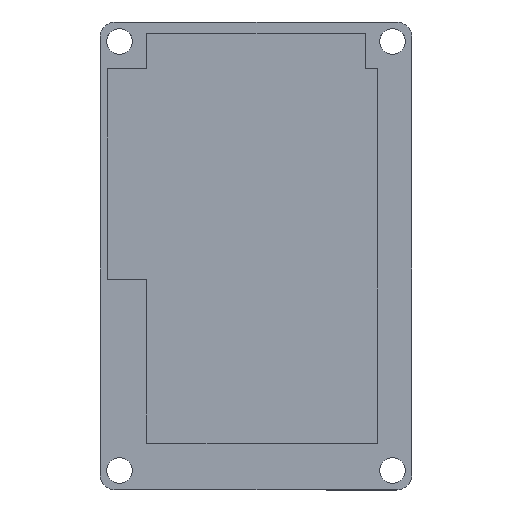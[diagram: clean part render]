
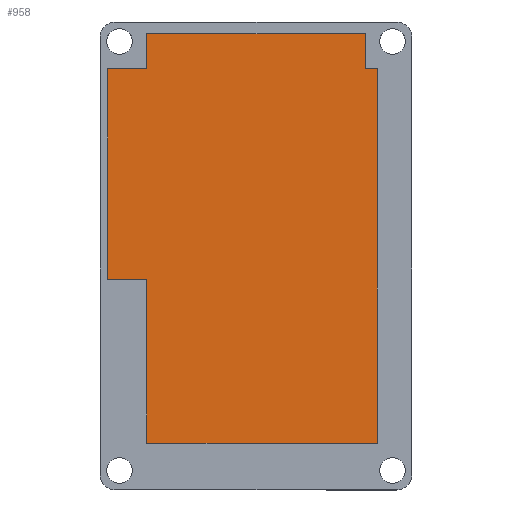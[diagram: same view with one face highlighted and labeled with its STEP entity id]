
A CAD part, top view. The second image highlights one B-rep face of the part: STEP entity #958.
In plain terms, the highlighted planar face has unit normal (0, 0, 1).
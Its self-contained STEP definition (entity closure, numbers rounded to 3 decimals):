
#4 = VECTOR ( 'NONE', #582, 1000. ) ;
#20 = ORIENTED_EDGE ( 'NONE', *, *, #473, .T. ) ;
#22 = CARTESIAN_POINT ( 'NONE',  ( 0., -33., -2. ) ) ;
#58 = VERTEX_POINT ( 'NONE', #561 ) ;
#73 = CARTESIAN_POINT ( 'NONE',  ( 2., -2., -2. ) ) ;
#80 = EDGE_CURVE ( 'NONE', #58, #864, #416, .T. ) ;
#81 = DIRECTION ( 'NONE',  ( -1., 0., 0. ) ) ;
#100 = LINE ( 'NONE', #22, #354 ) ;
#105 = CARTESIAN_POINT ( 'NONE',  ( 33.987, -6.013, -2. ) ) ;
#106 = ORIENTED_EDGE ( 'NONE', *, *, #874, .T. ) ;
#121 = EDGE_CURVE ( 'NONE', #689, #320, #793, .T. ) ;
#129 = CARTESIAN_POINT ( 'NONE',  ( 0., -6.013, -2. ) ) ;
#158 = ORIENTED_EDGE ( 'NONE', *, *, #669, .F. ) ;
#160 = CARTESIAN_POINT ( 'NONE',  ( 1.013, 0., -2. ) ) ;
#183 = VERTEX_POINT ( 'NONE', #751 ) ;
#186 = LINE ( 'NONE', #933, #509 ) ;
#189 = VECTOR ( 'NONE', #466, 1000. ) ;
#190 = VERTEX_POINT ( 'NONE', #523 ) ;
#213 = VERTEX_POINT ( 'NONE', #315 ) ;
#245 = ORIENTED_EDGE ( 'NONE', *, *, #442, .T. ) ;
#257 = CARTESIAN_POINT ( 'NONE',  ( 1.013, -33., -2. ) ) ;
#262 = EDGE_CURVE ( 'NONE', #320, #591, #764, .T. ) ;
#293 = EDGE_CURVE ( 'NONE', #213, #190, #700, .T. ) ;
#302 = PLANE ( 'NONE',  #375 ) ;
#303 = EDGE_CURVE ( 'NONE', #366, #947, #100, .T. ) ;
#315 = CARTESIAN_POINT ( 'NONE',  ( 6.013, -1.513, -2. ) ) ;
#317 = CARTESIAN_POINT ( 'NONE',  ( 6.013, -33., -2. ) ) ;
#320 = VERTEX_POINT ( 'NONE', #548 ) ;
#334 = DIRECTION ( 'NONE',  ( 0., -1., 0. ) ) ;
#354 = VECTOR ( 'NONE', #450, 1000. ) ;
#362 = EDGE_CURVE ( 'NONE', #183, #591, #454, .T. ) ;
#366 = VERTEX_POINT ( 'NONE', #257 ) ;
#371 = ORIENTED_EDGE ( 'NONE', *, *, #293, .F. ) ;
#375 = AXIS2_PLACEMENT_3D ( 'NONE', #73, #679, #81 ) ;
#386 = CARTESIAN_POINT ( 'NONE',  ( 0., -1.513, -2. ) ) ;
#393 = DIRECTION ( 'NONE',  ( 1., 0., 0. ) ) ;
#399 = ORIENTED_EDGE ( 'NONE', *, *, #121, .F. ) ;
#400 = DIRECTION ( 'NONE',  ( 0., -1., 0. ) ) ;
#416 = LINE ( 'NONE', #955, #4 ) ;
#423 = DIRECTION ( 'NONE',  ( 1., 0., 0. ) ) ;
#427 = LINE ( 'NONE', #957, #861 ) ;
#440 = DIRECTION ( 'NONE',  ( 0., -1., 0. ) ) ;
#442 = EDGE_CURVE ( 'NONE', #947, #183, #931, .T. ) ;
#448 = CARTESIAN_POINT ( 'NONE',  ( 1.013, -6.013, -2. ) ) ;
#450 = DIRECTION ( 'NONE',  ( 1., 0., 0. ) ) ;
#453 = ORIENTED_EDGE ( 'NONE', *, *, #303, .T. ) ;
#454 = LINE ( 'NONE', #840, #637 ) ;
#465 = ORIENTED_EDGE ( 'NONE', *, *, #80, .T. ) ;
#466 = DIRECTION ( 'NONE',  ( 1., 0., 0. ) ) ;
#473 = EDGE_CURVE ( 'NONE', #213, #58, #427, .T. ) ;
#509 = VECTOR ( 'NONE', #334, 1000. ) ;
#521 = ORIENTED_EDGE ( 'NONE', *, *, #262, .F. ) ;
#523 = CARTESIAN_POINT ( 'NONE',  ( 33.987, -1.513, -2. ) ) ;
#548 = CARTESIAN_POINT ( 'NONE',  ( 35.558, -6.013, -2. ) ) ;
#551 = DIRECTION ( 'NONE',  ( 0., -1., 0. ) ) ;
#557 = CARTESIAN_POINT ( 'NONE',  ( 6.013, 0., -2. ) ) ;
#561 = CARTESIAN_POINT ( 'NONE',  ( 6.013, -6.013, -2. ) ) ;
#582 = DIRECTION ( 'NONE',  ( -1., 0., 0. ) ) ;
#591 = VERTEX_POINT ( 'NONE', #826 ) ;
#607 = CARTESIAN_POINT ( 'NONE',  ( 35.558, 0., -2. ) ) ;
#624 = VECTOR ( 'NONE', #804, 1000. ) ;
#637 = VECTOR ( 'NONE', #393, 1000. ) ;
#655 = VECTOR ( 'NONE', #400, 1000. ) ;
#664 = FACE_OUTER_BOUND ( 'NONE', #911, .T. ) ;
#669 = EDGE_CURVE ( 'NONE', #190, #689, #186, .T. ) ;
#670 = VECTOR ( 'NONE', #423, 1000. ) ;
#679 = DIRECTION ( 'NONE',  ( 0., 0., -1. ) ) ;
#689 = VERTEX_POINT ( 'NONE', #105 ) ;
#700 = LINE ( 'NONE', #386, #189 ) ;
#723 = ORIENTED_EDGE ( 'NONE', *, *, #362, .T. ) ;
#736 = LINE ( 'NONE', #160, #863 ) ;
#751 = CARTESIAN_POINT ( 'NONE',  ( 6.013, -53.987, -2. ) ) ;
#764 = LINE ( 'NONE', #607, #655 ) ;
#793 = LINE ( 'NONE', #129, #670 ) ;
#804 = DIRECTION ( 'NONE',  ( 0., -1., 0. ) ) ;
#826 = CARTESIAN_POINT ( 'NONE',  ( 35.558, -53.987, -2. ) ) ;
#840 = CARTESIAN_POINT ( 'NONE',  ( 0., -53.987, -2. ) ) ;
#861 = VECTOR ( 'NONE', #551, 1000. ) ;
#863 = VECTOR ( 'NONE', #440, 1000. ) ;
#864 = VERTEX_POINT ( 'NONE', #448 ) ;
#874 = EDGE_CURVE ( 'NONE', #864, #366, #736, .T. ) ;
#911 = EDGE_LOOP ( 'NONE', ( #521, #399, #158, #371, #20, #465, #106, #453, #245, #723 ) ) ;
#931 = LINE ( 'NONE', #557, #624 ) ;
#933 = CARTESIAN_POINT ( 'NONE',  ( 33.987, 0., -2. ) ) ;
#947 = VERTEX_POINT ( 'NONE', #317 ) ;
#955 = CARTESIAN_POINT ( 'NONE',  ( 0., -6.013, -2. ) ) ;
#957 = CARTESIAN_POINT ( 'NONE',  ( 6.013, 0., -2. ) ) ;
#958 = ADVANCED_FACE ( 'NONE', ( #664 ), #302, .F. ) ;
